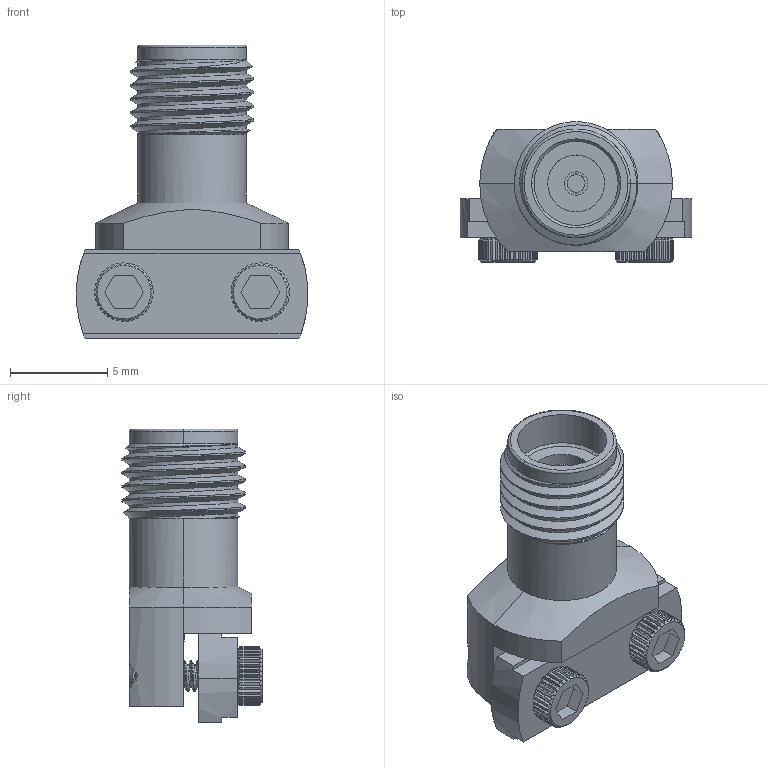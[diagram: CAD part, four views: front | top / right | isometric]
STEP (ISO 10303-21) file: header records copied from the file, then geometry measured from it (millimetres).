
FILE_DESCRIPTION (( 'STEP AP203' ), '1' );
FILE_NAME ('PE45467-FMCN1492.step', '2019-05-14T15:37:16', ( '' ), ( '' ), 'SwSTEP 2.0', 'SolidWorks 2018', '' );
FILE_SCHEMA (( 'CONFIG_CONTROL_DESIGN' ));
Products named in the file (1): PE45467-FMCN1492
Bounding box: 11.89 x 7.2 x 15.09 mm (x, y, z)
Volume: 436.4 mm3; surface area: 901.5 mm2
Topology: 4 solids, 5 shells, 652 faces, 1586 edges, 952 vertices
Faces by surface type: cylinder 234, plane 200, cone 180, bspline 36, torus 2
Entity records: 32577 total; most frequent: CARTESIAN_POINT 18676, ORIENTED_EDGE 3168, DIRECTION 2586, EDGE_CURVE 1584, AXIS2_PLACEMENT_3D 1044, VERTEX_POINT 952, EDGE_LOOP 670, FACE_OUTER_BOUND 652
